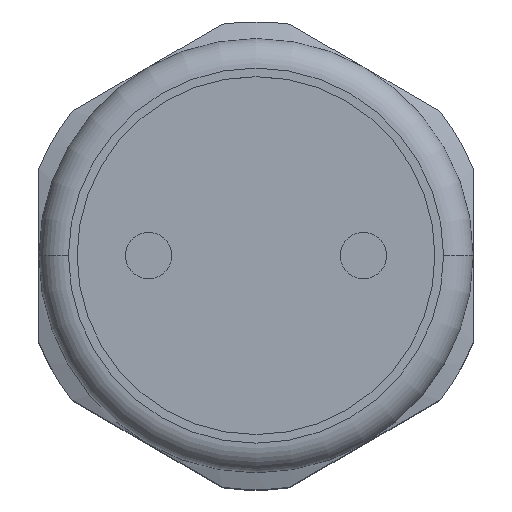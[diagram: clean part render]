
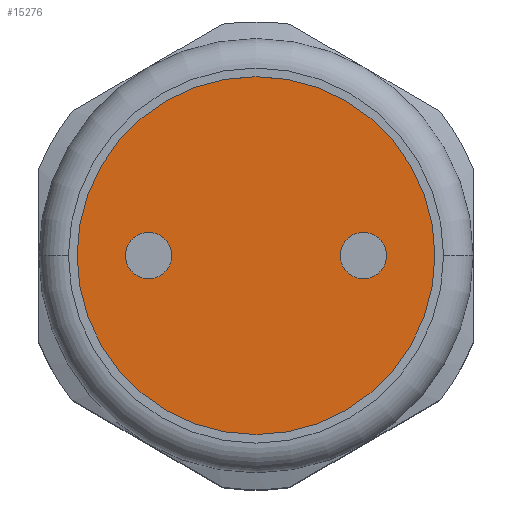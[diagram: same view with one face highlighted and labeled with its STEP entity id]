
A CAD part, top view. The second image highlights one B-rep face of the part: STEP entity #15276.
In plain terms, the highlighted planar face has unit normal (0, 0, 1).
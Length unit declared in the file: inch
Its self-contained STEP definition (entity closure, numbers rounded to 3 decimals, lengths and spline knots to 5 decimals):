
#669 = EDGE_LOOP ( 'NONE', ( #4713, #4537 ) ) ;
#1064 = EDGE_LOOP ( 'NONE', ( #5064, #5061 ) ) ;
#1082 = EDGE_LOOP ( 'NONE', ( #4879, #4819 ) ) ;
#1325 = DIRECTION ( 'NONE',  ( -1., 0., 0. ) ) ;
#1326 = DIRECTION ( 'NONE',  ( 0., 0., 1. ) ) ;
#1327 = DIRECTION ( 'NONE',  ( 1., 0., 0. ) ) ;
#1328 = DIRECTION ( 'NONE',  ( 0., 0., 1. ) ) ;
#1332 = CARTESIAN_POINT ( 'NONE',  ( 0.23114, 0., 0.85148 ) ) ;
#1335 = CARTESIAN_POINT ( 'NONE',  ( -0.23114, 0., 0.85148 ) ) ;
#2419 = FACE_OUTER_BOUND ( 'NONE', #1064, .T. ) ;
#2422 = FACE_BOUND ( 'NONE', #1082, .T. ) ;
#2445 = FACE_BOUND ( 'NONE', #669, .T. ) ;
#3908 = AXIS2_PLACEMENT_3D ( 'NONE', #18059, #18082, #18083 ) ;
#4537 = ORIENTED_EDGE ( 'NONE', *, *, #19398, .F. ) ;
#4713 = ORIENTED_EDGE ( 'NONE', *, *, #19055, .F. ) ;
#4819 = ORIENTED_EDGE ( 'NONE', *, *, #19388, .F. ) ;
#4879 = ORIENTED_EDGE ( 'NONE', *, *, #19054, .F. ) ;
#5061 = ORIENTED_EDGE ( 'NONE', *, *, #19365, .T. ) ;
#5064 = ORIENTED_EDGE ( 'NONE', *, *, #19095, .T. ) ;
#11462 = DIRECTION ( 'NONE',  ( 1., 0., 0. ) ) ;
#11470 = DIRECTION ( 'NONE',  ( 0., 0., 1. ) ) ;
#11485 = PLANE ( 'NONE',  #19464 ) ;
#11492 = CARTESIAN_POINT ( 'NONE',  ( 0., 0., 0.85148 ) ) ;
#11931 = VERTEX_POINT ( 'NONE', #15784 ) ;
#11932 = VERTEX_POINT ( 'NONE', #15783 ) ;
#11941 = VERTEX_POINT ( 'NONE', #15768 ) ;
#11943 = VERTEX_POINT ( 'NONE', #15766 ) ;
#11945 = VERTEX_POINT ( 'NONE', #15764 ) ;
#11949 = VERTEX_POINT ( 'NONE', #15760 ) ;
#15276 = ADVANCED_FACE ( 'NONE', ( #2445, #2422, #2419 ), #11485, .T. ) ;
#15760 = CARTESIAN_POINT ( 'NONE',  ( 0.38523, 0., 0.85148 ) ) ;
#15764 = CARTESIAN_POINT ( 'NONE',  ( -0.38523, 0., 0.85148 ) ) ;
#15766 = CARTESIAN_POINT ( 'NONE',  ( -0.18114, 0., 0.85148 ) ) ;
#15768 = CARTESIAN_POINT ( 'NONE',  ( -0.28114, 0., 0.85148 ) ) ;
#15783 = CARTESIAN_POINT ( 'NONE',  ( 0.28114, 0., 0.85148 ) ) ;
#15784 = CARTESIAN_POINT ( 'NONE',  ( 0.18114, 0., 0.85148 ) ) ;
#15936 = CARTESIAN_POINT ( 'NONE',  ( 0., 0., 0.85148 ) ) ;
#15938 = DIRECTION ( 'NONE',  ( 0., 0., 1. ) ) ;
#15939 = DIRECTION ( 'NONE',  ( 1., 0., 0. ) ) ;
#17561 = AXIS2_PLACEMENT_3D ( 'NONE', #18000, #18002, #18004 ) ;
#17896 = CARTESIAN_POINT ( 'NONE',  ( 0., 0., 0.85148 ) ) ;
#17899 = DIRECTION ( 'NONE',  ( 0., 0., 1. ) ) ;
#17900 = DIRECTION ( 'NONE',  ( 1., 0., 0. ) ) ;
#18000 = CARTESIAN_POINT ( 'NONE',  ( -0.23114, 0., 0.85148 ) ) ;
#18002 = DIRECTION ( 'NONE',  ( 0., 0., 1. ) ) ;
#18004 = DIRECTION ( 'NONE',  ( 1., 0., 0. ) ) ;
#18059 = CARTESIAN_POINT ( 'NONE',  ( 0.23114, 0., 0.85148 ) ) ;
#18082 = DIRECTION ( 'NONE',  ( 0., 0., 1. ) ) ;
#18083 = DIRECTION ( 'NONE',  ( -1., 0., 0. ) ) ;
#19054 = EDGE_CURVE ( 'NONE', #11943, #11941, #19639, .T. ) ;
#19055 = EDGE_CURVE ( 'NONE', #11932, #11931, #19638, .T. ) ;
#19095 = EDGE_CURVE ( 'NONE', #11949, #11945, #19668, .T. ) ;
#19365 = EDGE_CURVE ( 'NONE', #11945, #11949, #19739, .T. ) ;
#19388 = EDGE_CURVE ( 'NONE', #11941, #11943, #19753, .T. ) ;
#19398 = EDGE_CURVE ( 'NONE', #11931, #11932, #19752, .T. ) ;
#19464 = AXIS2_PLACEMENT_3D ( 'NONE', #11492, #11470, #11462 ) ;
#19569 = AXIS2_PLACEMENT_3D ( 'NONE', #1335, #1328, #1327 ) ;
#19570 = AXIS2_PLACEMENT_3D ( 'NONE', #1332, #1326, #1325 ) ;
#19592 = AXIS2_PLACEMENT_3D ( 'NONE', #15936, #15938, #15939 ) ;
#19628 = AXIS2_PLACEMENT_3D ( 'NONE', #17896, #17899, #17900 ) ;
#19638 = CIRCLE ( 'NONE', #19570, 0.05 ) ;
#19639 = CIRCLE ( 'NONE', #19569, 0.05 ) ;
#19668 = CIRCLE ( 'NONE', #19592, 0.38523 ) ;
#19739 = CIRCLE ( 'NONE', #19628, 0.38523 ) ;
#19752 = CIRCLE ( 'NONE', #3908, 0.05 ) ;
#19753 = CIRCLE ( 'NONE', #17561, 0.05 ) ;
